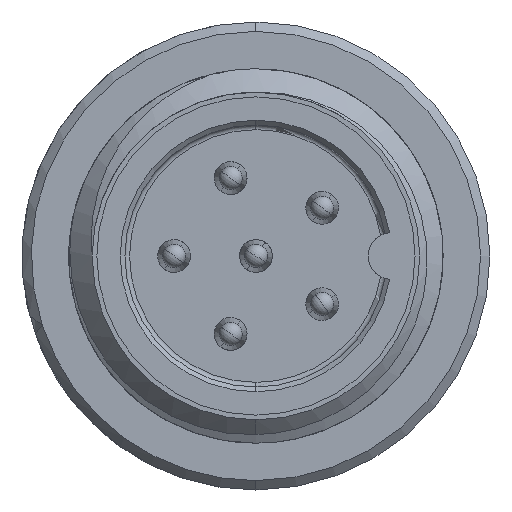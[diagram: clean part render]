
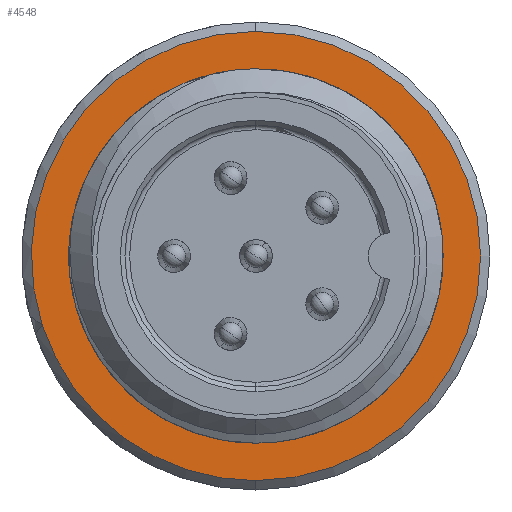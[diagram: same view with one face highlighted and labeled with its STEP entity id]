
A CAD part, left-side view. The second image highlights one B-rep face of the part: STEP entity #4548.
In plain terms, the highlighted planar face has unit normal (-1, 0, 0).
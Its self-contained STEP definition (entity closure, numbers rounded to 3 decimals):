
#77 = DIRECTION ( 'NONE',  ( -1., 0., 0. ) ) ;
#123 = CIRCLE ( 'NONE', #6789, 4.8 ) ;
#680 = EDGE_CURVE ( 'NONE', #3362, #5602, #123, .T. ) ;
#1049 = DIRECTION ( 'NONE',  ( 0., 0., -1. ) ) ;
#1069 = DIRECTION ( 'NONE',  ( -1., 0., 0. ) ) ;
#1345 = CIRCLE ( 'NONE', #5726, 4.8 ) ;
#1382 = AXIS2_PLACEMENT_3D ( 'NONE', #1787, #2997, #1049 ) ;
#1543 = EDGE_CURVE ( 'NONE', #5516, #6101, #6724, .T. ) ;
#1787 = CARTESIAN_POINT ( 'NONE',  ( 5., 0., 0. ) ) ;
#2000 = VERTEX_POINT ( 'NONE', #5694 ) ;
#2125 = CARTESIAN_POINT ( 'NONE',  ( 5., 0., -4. ) ) ;
#2515 = ORIENTED_EDGE ( 'NONE', *, *, #5633, .T. ) ;
#2730 = PLANE ( 'NONE',  #6993 ) ;
#2764 = FACE_BOUND ( 'NONE', #4890, .T. ) ;
#2984 = CARTESIAN_POINT ( 'NONE',  ( 5., 0., 0. ) ) ;
#2997 = DIRECTION ( 'NONE',  ( -1., 0., 0. ) ) ;
#3015 = EDGE_LOOP ( 'NONE', ( #4322, #2515, #4113 ) ) ;
#3066 = DIRECTION ( 'NONE',  ( -1., 0., 0. ) ) ;
#3118 = CARTESIAN_POINT ( 'NONE',  ( 5., 0., 4. ) ) ;
#3285 = FACE_OUTER_BOUND ( 'NONE', #3015, .T. ) ;
#3359 = EDGE_CURVE ( 'NONE', #6101, #5516, #7777, .T. ) ;
#3362 = VERTEX_POINT ( 'NONE', #5977 ) ;
#3432 = EDGE_CURVE ( 'NONE', #2000, #3362, #6643, .T. ) ;
#3454 = DIRECTION ( 'NONE',  ( 0., 0., -1. ) ) ;
#4113 = ORIENTED_EDGE ( 'NONE', *, *, #3432, .T. ) ;
#4198 = DIRECTION ( 'NONE',  ( 0., 0., 1. ) ) ;
#4322 = ORIENTED_EDGE ( 'NONE', *, *, #680, .T. ) ;
#4548 = ADVANCED_FACE ( 'NONE', ( #3285, #2764 ), #2730, .F. ) ;
#4890 = EDGE_LOOP ( 'NONE', ( #7377, #7342 ) ) ;
#4903 = CARTESIAN_POINT ( 'NONE',  ( 5., 0., 0. ) ) ;
#5198 = AXIS2_PLACEMENT_3D ( 'NONE', #4903, #3066, #4198 ) ;
#5393 = CARTESIAN_POINT ( 'NONE',  ( 5., 0., 0. ) ) ;
#5516 = VERTEX_POINT ( 'NONE', #2125 ) ;
#5602 = VERTEX_POINT ( 'NONE', #5918 ) ;
#5633 = EDGE_CURVE ( 'NONE', #5602, #2000, #1345, .T. ) ;
#5681 = DIRECTION ( 'NONE',  ( 0., 0., -1. ) ) ;
#5694 = CARTESIAN_POINT ( 'NONE',  ( 5., 0., 4.8 ) ) ;
#5726 = AXIS2_PLACEMENT_3D ( 'NONE', #7717, #1069, #3454 ) ;
#5918 = CARTESIAN_POINT ( 'NONE',  ( 5., 0., -4.8 ) ) ;
#5977 = CARTESIAN_POINT ( 'NONE',  ( 5., 4.565, -1.483 ) ) ;
#6101 = VERTEX_POINT ( 'NONE', #3118 ) ;
#6351 = DIRECTION ( 'NONE',  ( 1., 0., 0. ) ) ;
#6379 = AXIS2_PLACEMENT_3D ( 'NONE', #5393, #6583, #6418 ) ;
#6418 = DIRECTION ( 'NONE',  ( 0., 0., 1. ) ) ;
#6420 = CARTESIAN_POINT ( 'NONE',  ( 5., 4., 0. ) ) ;
#6583 = DIRECTION ( 'NONE',  ( -1., 0., 0. ) ) ;
#6643 = CIRCLE ( 'NONE', #1382, 4.8 ) ;
#6724 = CIRCLE ( 'NONE', #5198, 4. ) ;
#6789 = AXIS2_PLACEMENT_3D ( 'NONE', #2984, #77, #7285 ) ;
#6993 = AXIS2_PLACEMENT_3D ( 'NONE', #6420, #6351, #5681 ) ;
#7285 = DIRECTION ( 'NONE',  ( 0., 0., -1. ) ) ;
#7342 = ORIENTED_EDGE ( 'NONE', *, *, #1543, .F. ) ;
#7377 = ORIENTED_EDGE ( 'NONE', *, *, #3359, .F. ) ;
#7717 = CARTESIAN_POINT ( 'NONE',  ( 5., 0., 0. ) ) ;
#7777 = CIRCLE ( 'NONE', #6379, 4. ) ;
